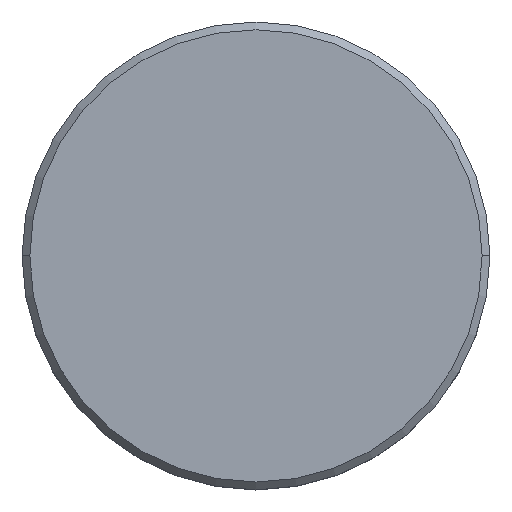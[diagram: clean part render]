
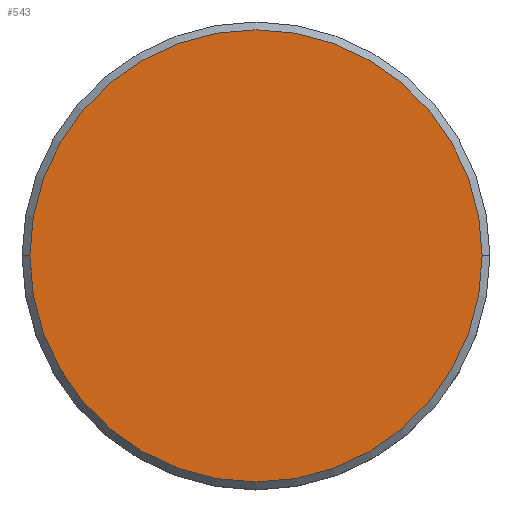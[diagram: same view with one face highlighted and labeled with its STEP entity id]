
A CAD part, top view. The second image highlights one B-rep face of the part: STEP entity #543.
In plain terms, the highlighted planar face has unit normal (0, 0, 1).
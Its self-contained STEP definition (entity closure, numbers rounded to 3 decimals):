
#46 = CARTESIAN_POINT ( 'NONE',  ( 0., 0., 0. ) ) ;
#48 = ORIENTED_EDGE ( 'NONE', *, *, #111, .T. ) ;
#79 = FACE_OUTER_BOUND ( 'NONE', #93, .T. ) ;
#93 = EDGE_LOOP ( 'NONE', ( #48, #450 ) ) ;
#111 = EDGE_CURVE ( 'NONE', #201, #223, #385, .T. ) ;
#128 = DIRECTION ( 'NONE',  ( 1., 0., 0. ) ) ;
#174 = DIRECTION ( 'NONE',  ( 0., 0., 1. ) ) ;
#201 = VERTEX_POINT ( 'NONE', #502 ) ;
#211 = CIRCLE ( 'NONE', #269, 14.5 ) ;
#212 = DIRECTION ( 'NONE',  ( 0., 0., 1. ) ) ;
#223 = VERTEX_POINT ( 'NONE', #458 ) ;
#248 = EDGE_CURVE ( 'NONE', #223, #201, #211, .T. ) ;
#264 = CARTESIAN_POINT ( 'NONE',  ( 0., 0., 0. ) ) ;
#269 = AXIS2_PLACEMENT_3D ( 'NONE', #46, #174, #128 ) ;
#313 = DIRECTION ( 'NONE',  ( 1., 0., 0. ) ) ;
#315 = CARTESIAN_POINT ( 'NONE',  ( 0., 0., 0. ) ) ;
#385 = CIRCLE ( 'NONE', #559, 14.5 ) ;
#398 = DIRECTION ( 'NONE',  ( 1., 0., 0. ) ) ;
#450 = ORIENTED_EDGE ( 'NONE', *, *, #248, .T. ) ;
#458 = CARTESIAN_POINT ( 'NONE',  ( 14.5, 0., 0. ) ) ;
#496 = PLANE ( 'NONE',  #579 ) ;
#502 = CARTESIAN_POINT ( 'NONE',  ( -14.5, 0., 0. ) ) ;
#543 = ADVANCED_FACE ( 'NONE', ( #79 ), #496, .T. ) ;
#559 = AXIS2_PLACEMENT_3D ( 'NONE', #315, #590, #313 ) ;
#579 = AXIS2_PLACEMENT_3D ( 'NONE', #264, #212, #398 ) ;
#590 = DIRECTION ( 'NONE',  ( 0., 0., 1. ) ) ;
